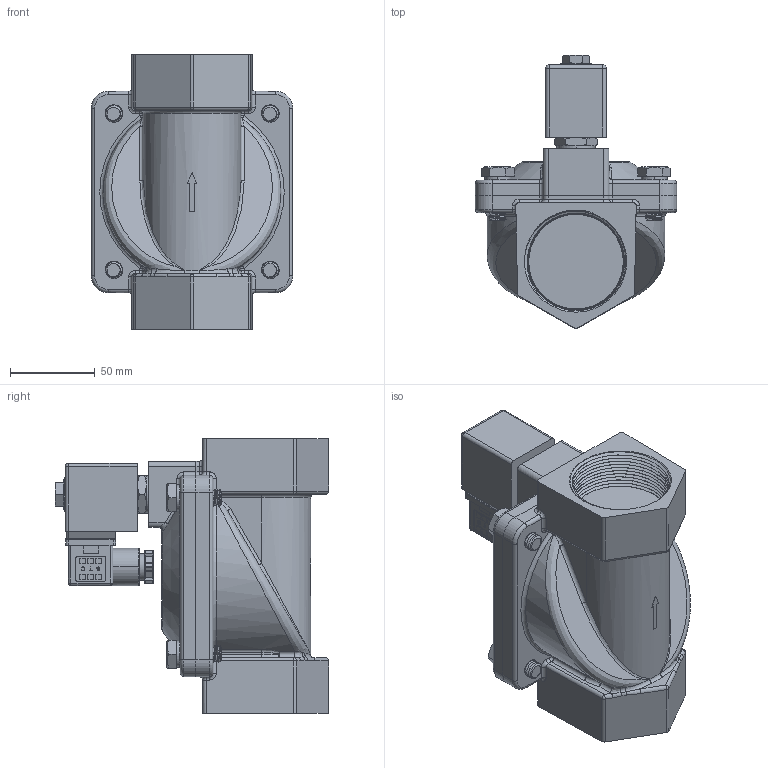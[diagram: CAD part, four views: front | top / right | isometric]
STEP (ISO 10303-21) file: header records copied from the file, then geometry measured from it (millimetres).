
FILE_DESCRIPTION (( 'STEP AP214' ), '1' );
FILE_NAME ('2RS500-2.STEP', '2018-09-04T20:16:35', ( '' ), ( '' ), 'SwSTEP 2.0', 'SolidWorks 2016', '' );
FILE_SCHEMA (( 'AUTOMOTIVE_DESIGN' ));
Length unit declared in the file: millimetre
Products named in the file (1): 2RS500-2
Bounding box: 119 x 161.59 x 162.4 mm (x, y, z)
Volume: 976600.2 mm3; surface area: 163573.6 mm2
Topology: 22 solids, 22 shells, 2159 faces, 5943 edges, 3886 vertices
Faces by surface type: plane 1071, cylinder 634, bspline 204, cone 123, torus 80, sphere 47
Entity records: 158791 total; most frequent: CARTESIAN_POINT 83366, ORIENTED_EDGE 11836, DIRECTION 8891, EDGE_CURVE 5918, VERTEX_POINT 3884, VECTOR 3477, LINE 3477, AXIS2_PLACEMENT_3D 2707
